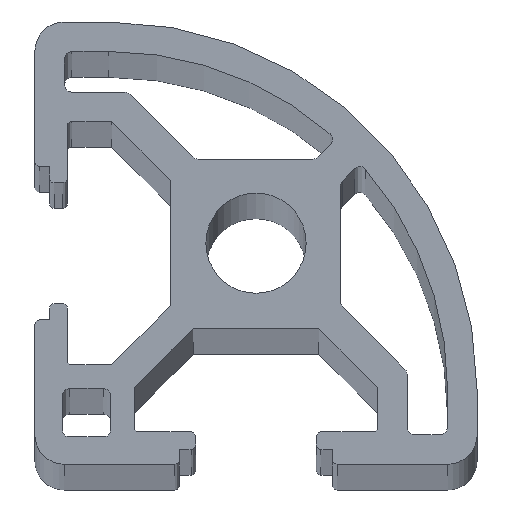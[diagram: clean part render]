
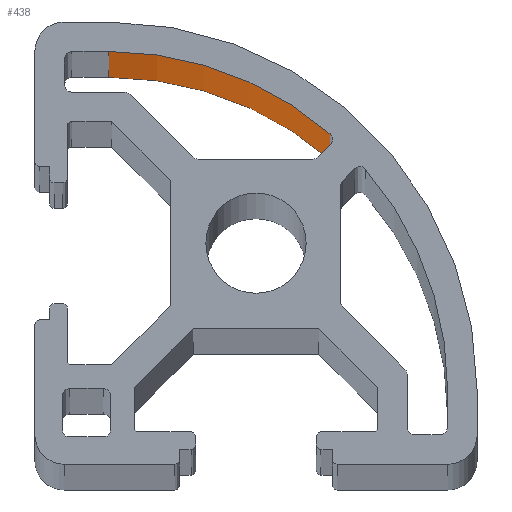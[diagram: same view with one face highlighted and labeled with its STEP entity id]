
A CAD part, top view. The second image highlights one B-rep face of the part: STEP entity #438.
In plain terms, the highlighted cylindrical face has radius 23 mm (diameter 46 mm), a partial arc.
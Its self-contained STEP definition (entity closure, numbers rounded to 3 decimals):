
#9 = ORIENTED_EDGE ( 'NONE', *, *, #115, .T. ) ;
#22 = AXIS2_PLACEMENT_3D ( 'NONE', #883, #1598, #447 ) ;
#109 = VERTEX_POINT ( 'NONE', #1440 ) ;
#115 = EDGE_CURVE ( 'NONE', #2272, #109, #992, .T. ) ;
#234 = ORIENTED_EDGE ( 'NONE', *, *, #357, .T. ) ;
#295 = LINE ( 'NONE', #1257, #2795 ) ;
#301 = CARTESIAN_POINT ( 'NONE',  ( -10., 13., 0. ) ) ;
#333 = ORIENTED_EDGE ( 'NONE', *, *, #2863, .F. ) ;
#343 = LINE ( 'NONE', #2043, #796 ) ;
#357 = EDGE_CURVE ( 'NONE', #557, #2272, #343, .T. ) ;
#383 = DIRECTION ( 'NONE',  ( -1., 0., 0. ) ) ;
#401 = CYLINDRICAL_SURFACE ( 'NONE', #2456, 23. ) ;
#438 = ADVANCED_FACE ( 'NONE', ( #1917 ), #401, .F. ) ;
#447 = DIRECTION ( 'NONE',  ( 1., 0., 0. ) ) ;
#527 = CIRCLE ( 'NONE', #22, 23. ) ;
#539 = CARTESIAN_POINT ( 'NONE',  ( -10., 13., 1000. ) ) ;
#557 = VERTEX_POINT ( 'NONE', #539 ) ;
#599 = AXIS2_PLACEMENT_3D ( 'NONE', #1729, #1204, #1909 ) ;
#796 = VECTOR ( 'NONE', #1301, 1000. ) ;
#804 = EDGE_LOOP ( 'NONE', ( #9, #333, #2656, #234 ) ) ;
#855 = DIRECTION ( 'NONE',  ( 0., 0., -1. ) ) ;
#883 = CARTESIAN_POINT ( 'NONE',  ( -10., -10., 1000. ) ) ;
#992 = CIRCLE ( 'NONE', #599, 23. ) ;
#1204 = DIRECTION ( 'NONE',  ( 0., 0., -1. ) ) ;
#1257 = CARTESIAN_POINT ( 'NONE',  ( 5.02, 7.418, 1000. ) ) ;
#1301 = DIRECTION ( 'NONE',  ( 0., 0., -1. ) ) ;
#1440 = CARTESIAN_POINT ( 'NONE',  ( 5.02, 7.418, 0. ) ) ;
#1598 = DIRECTION ( 'NONE',  ( 0., 0., -1. ) ) ;
#1690 = VERTEX_POINT ( 'NONE', #1874 ) ;
#1729 = CARTESIAN_POINT ( 'NONE',  ( -10., -10., 0. ) ) ;
#1754 = EDGE_CURVE ( 'NONE', #557, #1690, #527, .T. ) ;
#1844 = CARTESIAN_POINT ( 'NONE',  ( -10., -10., 1000. ) ) ;
#1874 = CARTESIAN_POINT ( 'NONE',  ( 5.02, 7.418, 1000. ) ) ;
#1909 = DIRECTION ( 'NONE',  ( 1., 0., 0. ) ) ;
#1917 = FACE_OUTER_BOUND ( 'NONE', #804, .T. ) ;
#2043 = CARTESIAN_POINT ( 'NONE',  ( -10., 13., 1000. ) ) ;
#2218 = DIRECTION ( 'NONE',  ( 0., 0., -1. ) ) ;
#2272 = VERTEX_POINT ( 'NONE', #301 ) ;
#2456 = AXIS2_PLACEMENT_3D ( 'NONE', #1844, #855, #383 ) ;
#2656 = ORIENTED_EDGE ( 'NONE', *, *, #1754, .F. ) ;
#2795 = VECTOR ( 'NONE', #2218, 1000. ) ;
#2863 = EDGE_CURVE ( 'NONE', #1690, #109, #295, .T. ) ;
